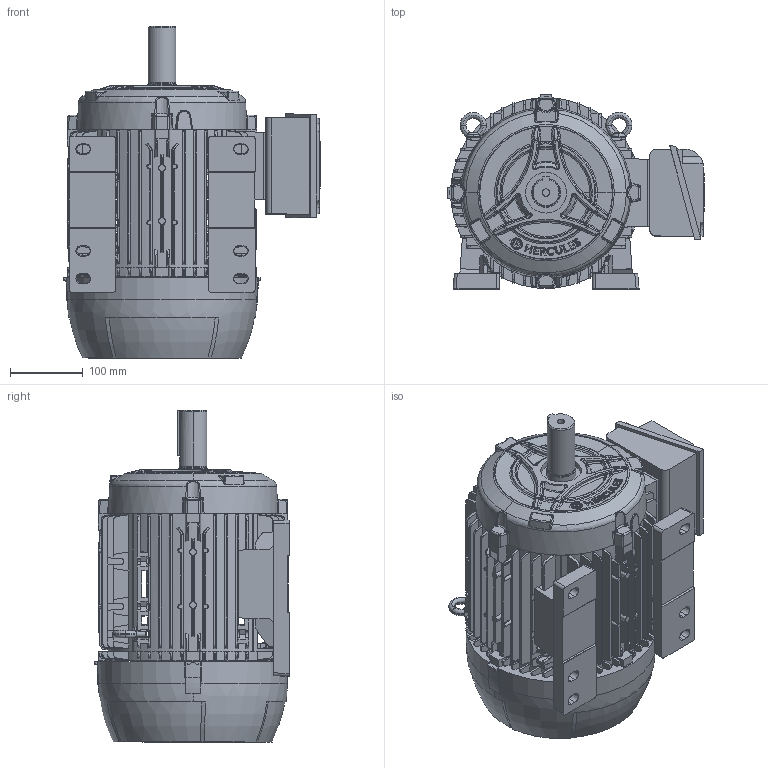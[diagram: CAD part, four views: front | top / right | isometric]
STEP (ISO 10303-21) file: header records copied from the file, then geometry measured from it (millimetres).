
FILE_DESCRIPTION (( 'STEP AP203' ), '1' );
FILE_NAME ('132S_CP_ST_LEFT.STEP', '2022-07-26T20:06:58', ( '' ), ( '' ), 'SwSTEP 2.0', 'SolidWorks 2020', '' );
FILE_SCHEMA (( 'CONFIG_CONTROL_DESIGN' ));
Length unit declared in the file: millimetre
Products named in the file (1): 132S_CP_ST_LEFT
Bounding box: 352.04 x 266.9 x 456 mm (x, y, z)
Surface area: 868077.6 mm2 (no closed solid volume)
Topology: 0 solids, 36 shells, 2491 faces, 7447 edges, 4962 vertices
Faces by surface type: plane 1234, bspline 462, cone 395, cylinder 203, torus 155, sphere 42
Entity records: 104247 total; most frequent: CARTESIAN_POINT 44291, ORIENTED_EDGE 13251, DIRECTION 10466, EDGE_CURVE 7439, VERTEX_POINT 4962, AXIS2_PLACEMENT_3D 3653, VECTOR 3160, LINE 3160
